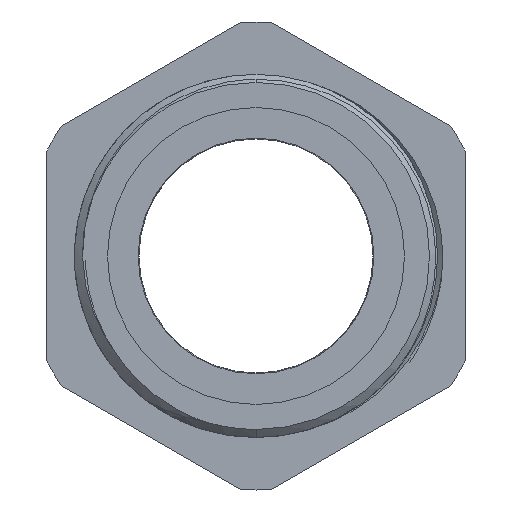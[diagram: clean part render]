
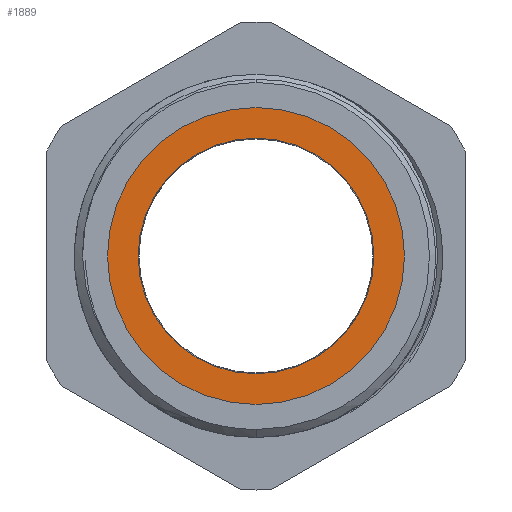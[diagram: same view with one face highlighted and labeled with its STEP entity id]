
A CAD part, front view. The second image highlights one B-rep face of the part: STEP entity #1889.
In plain terms, the highlighted planar face has unit normal (0, -1, 0).
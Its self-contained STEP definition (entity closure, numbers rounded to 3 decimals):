
#69 = CARTESIAN_POINT ( 'NONE',  ( 0., 13.1, 0. ) ) ;
#510 = AXIS2_PLACEMENT_3D ( 'NONE', #8898, #2776, #9881 ) ;
#541 = DIRECTION ( 'NONE',  ( 0., 0., -1. ) ) ;
#547 = DIRECTION ( 'NONE',  ( 0., -1., 0. ) ) ;
#553 = CARTESIAN_POINT ( 'NONE',  ( 0., 13.1, 0. ) ) ;
#625 = CARTESIAN_POINT ( 'NONE',  ( 0., 13.1, 0. ) ) ;
#748 = AXIS2_PLACEMENT_3D ( 'NONE', #625, #7796, #1661 ) ;
#1082 = VERTEX_POINT ( 'NONE', #1173 ) ;
#1121 = DIRECTION ( 'NONE',  ( 0., 0., -1. ) ) ;
#1173 = CARTESIAN_POINT ( 'NONE',  ( 0., 13.1, -9.2 ) ) ;
#1196 = EDGE_CURVE ( 'NONE', #12187, #1082, #5072, .T. ) ;
#1661 = DIRECTION ( 'NONE',  ( 0., 0., -1. ) ) ;
#1889 = ADVANCED_FACE ( 'NONE', ( #5384, #12917 ), #9413, .T. ) ;
#2051 = EDGE_LOOP ( 'NONE', ( #5204, #8751 ) ) ;
#2136 = AXIS2_PLACEMENT_3D ( 'NONE', #69, #7253, #1121 ) ;
#2776 = DIRECTION ( 'NONE',  ( 0., -1., 0. ) ) ;
#3315 = CARTESIAN_POINT ( 'NONE',  ( 0., 13.1, 0. ) ) ;
#3439 = EDGE_CURVE ( 'NONE', #10725, #9212, #11894, .T. ) ;
#3640 = EDGE_CURVE ( 'NONE', #1082, #12187, #5370, .T. ) ;
#4000 = CARTESIAN_POINT ( 'NONE',  ( 0., 13.1, 7.3 ) ) ;
#4442 = EDGE_LOOP ( 'NONE', ( #10247, #11703 ) ) ;
#5072 = CIRCLE ( 'NONE', #6660, 9.2 ) ;
#5204 = ORIENTED_EDGE ( 'NONE', *, *, #3640, .T. ) ;
#5370 = CIRCLE ( 'NONE', #510, 9.2 ) ;
#5384 = FACE_OUTER_BOUND ( 'NONE', #2051, .T. ) ;
#6660 = AXIS2_PLACEMENT_3D ( 'NONE', #553, #547, #541 ) ;
#6828 = AXIS2_PLACEMENT_3D ( 'NONE', #3315, #11356, #11262 ) ;
#7059 = CIRCLE ( 'NONE', #2136, 7.3 ) ;
#7253 = DIRECTION ( 'NONE',  ( 0., -1., 0. ) ) ;
#7528 = CARTESIAN_POINT ( 'NONE',  ( 0., 13.1, -7.3 ) ) ;
#7796 = DIRECTION ( 'NONE',  ( 0., -1., 0. ) ) ;
#8751 = ORIENTED_EDGE ( 'NONE', *, *, #1196, .T. ) ;
#8898 = CARTESIAN_POINT ( 'NONE',  ( 0., 13.1, 0. ) ) ;
#8989 = EDGE_CURVE ( 'NONE', #9212, #10725, #7059, .T. ) ;
#9212 = VERTEX_POINT ( 'NONE', #7528 ) ;
#9413 = PLANE ( 'NONE',  #6828 ) ;
#9881 = DIRECTION ( 'NONE',  ( 0., 0., -1. ) ) ;
#10247 = ORIENTED_EDGE ( 'NONE', *, *, #3439, .F. ) ;
#10725 = VERTEX_POINT ( 'NONE', #4000 ) ;
#11262 = DIRECTION ( 'NONE',  ( 0., 0., -1. ) ) ;
#11356 = DIRECTION ( 'NONE',  ( 0., -1., 0. ) ) ;
#11398 = CARTESIAN_POINT ( 'NONE',  ( 0., 13.1, 9.2 ) ) ;
#11703 = ORIENTED_EDGE ( 'NONE', *, *, #8989, .F. ) ;
#11894 = CIRCLE ( 'NONE', #748, 7.3 ) ;
#12187 = VERTEX_POINT ( 'NONE', #11398 ) ;
#12917 = FACE_BOUND ( 'NONE', #4442, .T. ) ;
